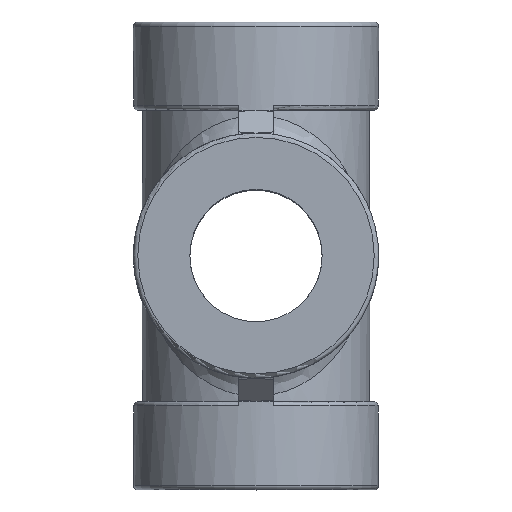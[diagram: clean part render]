
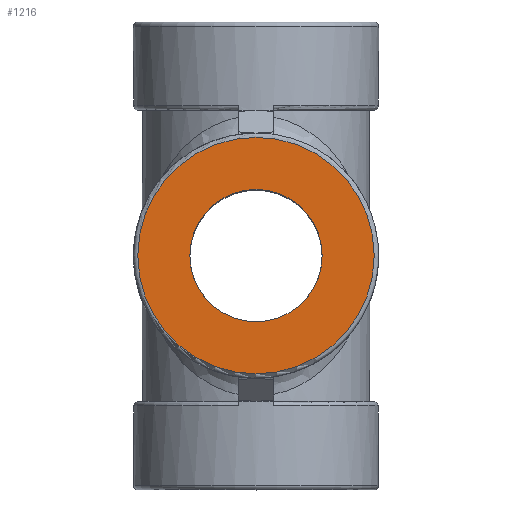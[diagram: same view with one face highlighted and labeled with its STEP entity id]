
A CAD part, top view. The second image highlights one B-rep face of the part: STEP entity #1216.
In plain terms, the highlighted planar face has unit normal (0, 0, 1).
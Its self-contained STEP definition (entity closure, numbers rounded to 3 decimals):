
#122=PLANE('',#1367);
#177=CIRCLE('',#1366,7.5);
#178=CIRCLE('',#1368,13.4);
#326=ORIENTED_EDGE('',*,*,#682,.T.);
#327=ORIENTED_EDGE('',*,*,#681,.T.);
#681=EDGE_CURVE('',#849,#849,#177,.T.);
#682=EDGE_CURVE('',#850,#850,#178,.F.);
#849=VERTEX_POINT('',#1931);
#850=VERTEX_POINT('',#1934);
#1024=EDGE_LOOP('',(#326));
#1025=EDGE_LOOP('',(#327));
#1116=FACE_BOUND('',#1024,.T.);
#1117=FACE_BOUND('',#1025,.T.);
#1216=ADVANCED_FACE('',(#1116,#1117),#122,.F.);
#1366=AXIS2_PLACEMENT_3D('',#1930,#1621,#1622);
#1367=AXIS2_PLACEMENT_3D('',#1932,#1623,#1624);
#1368=AXIS2_PLACEMENT_3D('',#1933,#1625,#1626);
#1621=DIRECTION('',(0.,0.,-1.));
#1622=DIRECTION('',(1.,0.,0.));
#1623=DIRECTION('',(0.,0.,-1.));
#1624=DIRECTION('',(-1.,0.,0.));
#1625=DIRECTION('',(0.,0.,-1.));
#1626=DIRECTION('',(-1.,0.,0.));
#1930=CARTESIAN_POINT('',(0.,0.,26.5));
#1931=CARTESIAN_POINT('',(7.5,0.,26.5));
#1932=CARTESIAN_POINT('',(0.,0.,26.5));
#1933=CARTESIAN_POINT('',(0.,0.,26.5));
#1934=CARTESIAN_POINT('',(-13.4,0.,26.5));
